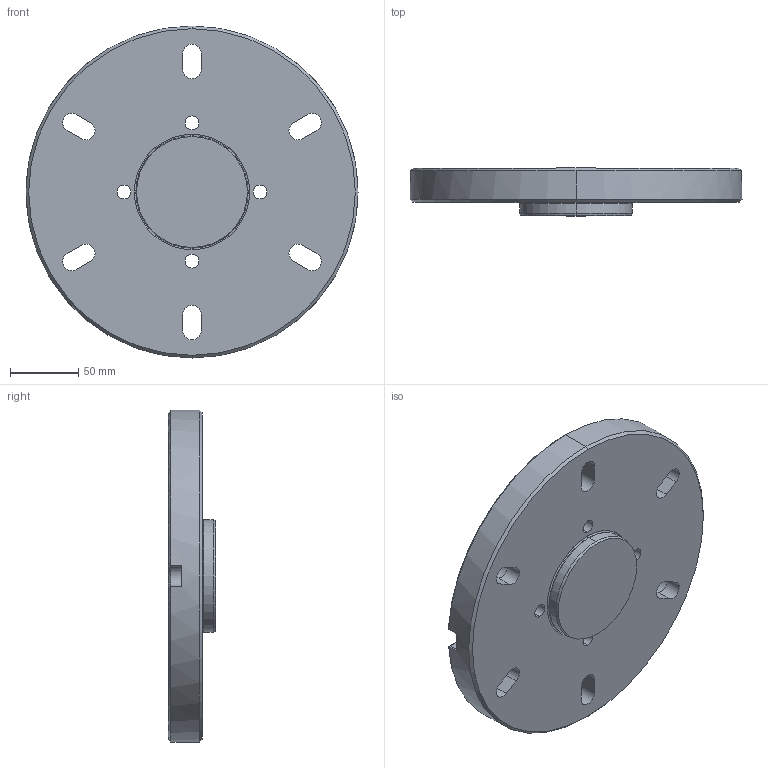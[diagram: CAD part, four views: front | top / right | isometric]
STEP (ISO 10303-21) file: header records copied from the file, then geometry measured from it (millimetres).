
FILE_DESCRIPTION (( 'STEP AP214' ), '1' );
FILE_NAME ('05-0204.STEP', '2022-11-10T17:06:48', ( '' ), ( '' ), 'SwSTEP 2.0', 'SolidWorks 2021', '' );
FILE_SCHEMA (( 'AUTOMOTIVE_DESIGN' ));
Length unit declared in the file: millimetre
Products named in the file (1): 05-0204
Bounding box: 244 x 35 x 244 mm (x, y, z)
Volume: 1129552.7 mm3; surface area: 125940.5 mm2
Topology: 1 solids, 1 shells, 633 faces, 1682 edges, 1117 vertices
Faces by surface type: plane 339, bspline 225, cylinder 56, cone 9, torus 4
Entity records: 35924 total; most frequent: CARTESIAN_POINT 15862, ORIENTED_EDGE 3364, DIRECTION 2167, EDGE_CURVE 1682, VERTEX_POINT 1117, VECTOR 1091, LINE 1091, EDGE_LOOP 719
